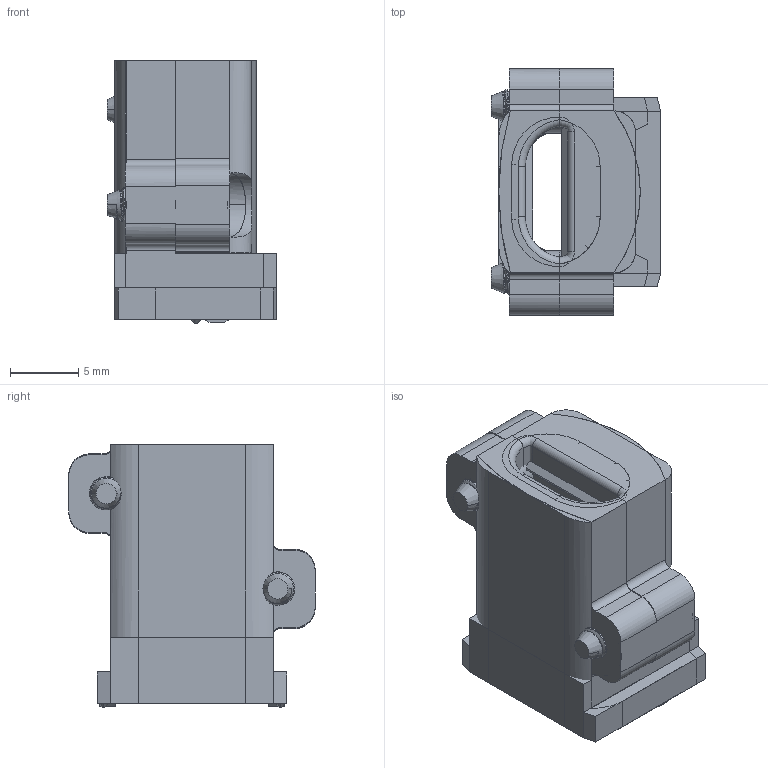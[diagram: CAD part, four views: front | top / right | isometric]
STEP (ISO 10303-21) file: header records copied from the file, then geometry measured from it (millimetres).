
FILE_DESCRIPTION((''),'2;1');
FILE_NAME('S_HM-CLP_1_1','2018-02-26T19:10:06',('sx.huang'),(''),'CREO PARAMETRIC BY PTC INC, 2016510','CREO PARAMETRIC BY PTC INC, 2016510','');
FILE_SCHEMA(('AUTOMOTIVE_DESIGN { 1 0 10303 214 1 1 1 1 }'));
Length unit declared in the file: millimetre
Products named in the file (1): S_HM-CLP_1_1
Bounding box: 12.45 x 18.1 x 19.3 mm (x, y, z)
Volume: 1928.7 mm3; surface area: 4170 mm2
Topology: 1 solids, 18 shells, 655 faces, 1936 edges, 1260 vertices
Faces by surface type: plane 369, cylinder 183, cone 58, bspline 24, torus 21
Entity records: 34824 total; most frequent: CARTESIAN_POINT 11800, ORIENTED_EDGE 3571, DIRECTION 3227, PRESENTATION_STYLE_ASSIGNMENT 1963, STYLED_ITEM 1952, CURVE_STYLE 1934, EDGE_CURVE 1934, VERTEX_POINT 1260
